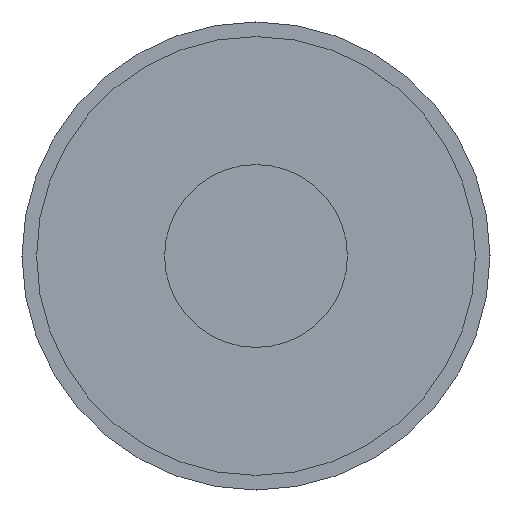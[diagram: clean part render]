
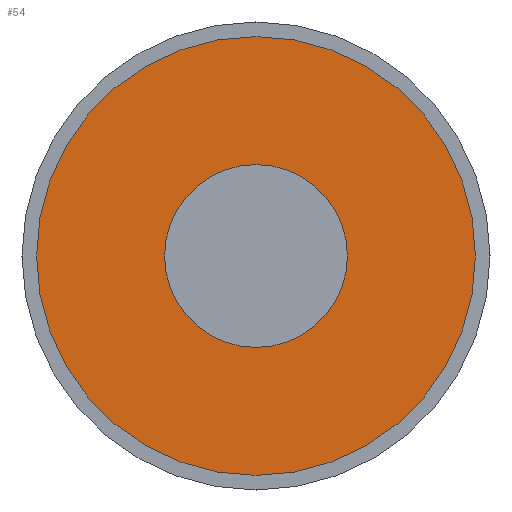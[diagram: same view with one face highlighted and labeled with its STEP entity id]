
A CAD part, front view. The second image highlights one B-rep face of the part: STEP entity #54.
In plain terms, the highlighted planar face has unit normal (0, -1, 0).
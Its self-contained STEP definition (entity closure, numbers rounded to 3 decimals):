
#2 = CARTESIAN_POINT ( 'NONE',  ( 0., 111., 0. ) ) ;
#7 = CARTESIAN_POINT ( 'NONE',  ( -6.25, 111., 0. ) ) ;
#19 = EDGE_LOOP ( 'NONE', ( #275, #209 ) ) ;
#24 = VERTEX_POINT ( 'NONE', #186 ) ;
#54 = ADVANCED_FACE ( 'NONE', ( #236, #61 ), #288, .T. ) ;
#55 = AXIS2_PLACEMENT_3D ( 'NONE', #268, #246, #299 ) ;
#59 = CARTESIAN_POINT ( 'NONE',  ( 0., 111., 0. ) ) ;
#60 = EDGE_CURVE ( 'NONE', #100, #153, #104, .T. ) ;
#61 = FACE_OUTER_BOUND ( 'NONE', #127, .T. ) ;
#67 = EDGE_CURVE ( 'NONE', #24, #205, #118, .T. ) ;
#85 = CARTESIAN_POINT ( 'NONE',  ( 0., 111., 0. ) ) ;
#100 = VERTEX_POINT ( 'NONE', #7 ) ;
#104 = CIRCLE ( 'NONE', #262, 6.25 ) ;
#105 = ORIENTED_EDGE ( 'NONE', *, *, #67, .F. ) ;
#107 = CIRCLE ( 'NONE', #55, 15. ) ;
#111 = DIRECTION ( 'NONE',  ( 0., -1., 0. ) ) ;
#112 = DIRECTION ( 'NONE',  ( 1., 0., 0. ) ) ;
#113 = CIRCLE ( 'NONE', #133, 6.25 ) ;
#118 = CIRCLE ( 'NONE', #281, 15. ) ;
#127 = EDGE_LOOP ( 'NONE', ( #105, #241 ) ) ;
#133 = AXIS2_PLACEMENT_3D ( 'NONE', #59, #161, #134 ) ;
#134 = DIRECTION ( 'NONE',  ( -1., 0., 0. ) ) ;
#140 = CARTESIAN_POINT ( 'NONE',  ( 0., 111., 0. ) ) ;
#153 = VERTEX_POINT ( 'NONE', #312 ) ;
#161 = DIRECTION ( 'NONE',  ( 0., 1., 0. ) ) ;
#165 = EDGE_CURVE ( 'NONE', #153, #100, #113, .T. ) ;
#166 = DIRECTION ( 'NONE',  ( 0., 1., 0. ) ) ;
#186 = CARTESIAN_POINT ( 'NONE',  ( -15., 111., 0. ) ) ;
#190 = DIRECTION ( 'NONE',  ( -1., 0., 0. ) ) ;
#205 = VERTEX_POINT ( 'NONE', #319 ) ;
#207 = AXIS2_PLACEMENT_3D ( 'NONE', #2, #111, #112 ) ;
#209 = ORIENTED_EDGE ( 'NONE', *, *, #165, .T. ) ;
#212 = DIRECTION ( 'NONE',  ( -1., 0., 0. ) ) ;
#236 = FACE_BOUND ( 'NONE', #19, .T. ) ;
#241 = ORIENTED_EDGE ( 'NONE', *, *, #285, .F. ) ;
#246 = DIRECTION ( 'NONE',  ( 0., 1., 0. ) ) ;
#259 = DIRECTION ( 'NONE',  ( 0., 1., 0. ) ) ;
#262 = AXIS2_PLACEMENT_3D ( 'NONE', #85, #166, #212 ) ;
#268 = CARTESIAN_POINT ( 'NONE',  ( 0., 111., 0. ) ) ;
#275 = ORIENTED_EDGE ( 'NONE', *, *, #60, .T. ) ;
#281 = AXIS2_PLACEMENT_3D ( 'NONE', #140, #259, #190 ) ;
#285 = EDGE_CURVE ( 'NONE', #205, #24, #107, .T. ) ;
#288 = PLANE ( 'NONE',  #207 ) ;
#299 = DIRECTION ( 'NONE',  ( -1., 0., 0. ) ) ;
#312 = CARTESIAN_POINT ( 'NONE',  ( 6.25, 111., 0. ) ) ;
#319 = CARTESIAN_POINT ( 'NONE',  ( 15., 111., 0. ) ) ;
